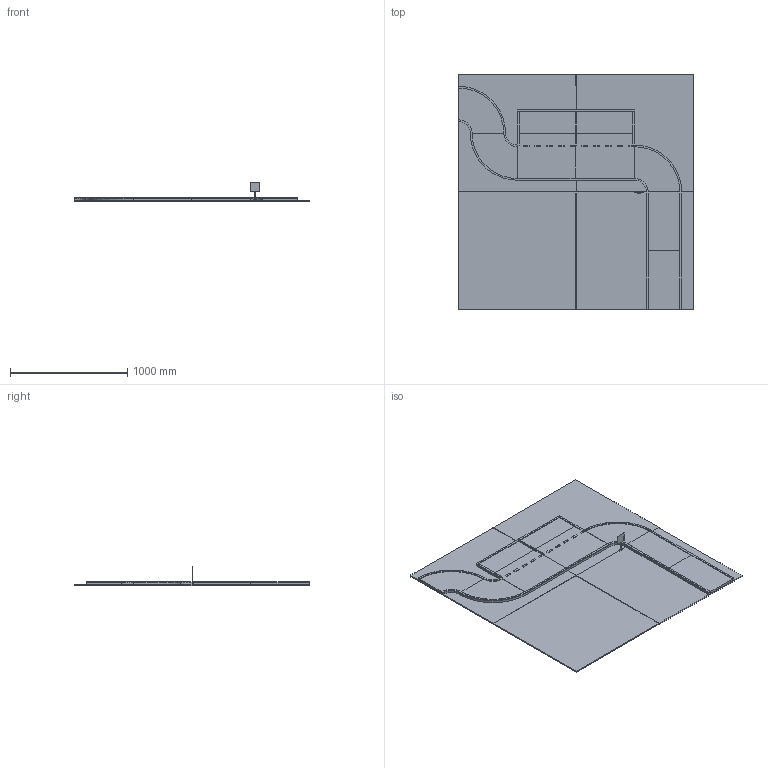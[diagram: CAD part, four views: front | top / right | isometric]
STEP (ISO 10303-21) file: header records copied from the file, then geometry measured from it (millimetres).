
FILE_DESCRIPTION(/* description */ (''),/* implementation_level */ '2;1');
FILE_NAME(/* name */ 'assy_mission_parking_lot.stp',/* time_stamp */ '2017-11-17T07:52:39+09:00',/* author */ ('Platform'),/* organization */ (''),/* preprocessor_version */ 'ST-DEVELOPER v16.13',/* originating_system */ 'Autodesk Inventor 2018',/* authorisation */ '');
FILE_SCHEMA (('AUTOMOTIVE_DESIGN { 1 0 10303 214 3 1 1 }'));
Products named in the file (23): assy_mission_parking_lot; assy_lower_plates; lower_plate v1; assy_straight; upper_plate_straight v1; assy_parkinglot_front_left; assy_parkinglot_rear_left; upper_plate_parking1 v1; straight_line_punkt_parkinglot; line_edge_parkinglot1_1; line_edge_parkinglot_1_2; assy_parkinglot_front_right; assy_parkinglot_rear_right; upper_plate_parking2 v1; straight_line; line_edge_parkinglot_2_1; line_edge_parkinglot_2_2; assy_curved_right; assy_curved_left; upper_plate_curve v1; curved_line_big; curved_line_sml; parkinglot
Assembly tree (50 placements, depth 3):
  assy_mission_parking_lot
    assy_lower_plates
      lower_plate v1  x4
    assy_straight  x2
      upper_plate_straight v1
      straight_line
    assy_curved_left  x2
      upper_plate_curve v1
      curved_line_big
      curved_line_sml
    assy_parkinglot_front_left
      upper_plate_parking1 v1
      straight_line
      straight_line_punkt_parkinglot  x5
      line_edge_parkinglot1_1
      line_edge_parkinglot_1_2
    assy_parkinglot_rear_left
      upper_plate_parking1 v1
      straight_line
      straight_line_punkt_parkinglot  x5
      line_edge_parkinglot1_1
      line_edge_parkinglot_1_2
    assy_parkinglot_front_right
      upper_plate_parking2 v1
      straight_line
      line_edge_parkinglot_2_1
      line_edge_parkinglot_2_2
    assy_parkinglot_rear_right
      upper_plate_parking2 v1
      straight_line
      line_edge_parkinglot_2_1
      line_edge_parkinglot_2_2
    assy_curved_right
      upper_plate_curve v1
      curved_line_big
      curved_line_sml
    parkinglot
Bounding box: 2000 x 2000 x 169.57 mm (x, y, z)
Volume: 79801220.8 mm3; surface area: 12854153.6 mm2
Topology: 52 solids, 52 shells, 321 faces, 649 edges, 434 vertices
Faces by surface type: plane 291, cylinder 30
Entity records: 3887 total; most frequent: DIRECTION 594, CARTESIAN_POINT 541, ORIENTED_EDGE 432, EDGE_CURVE 216, AXIS2_PLACEMENT_3D 199, LINE 196, VECTOR 196, VERTEX_POINT 144
